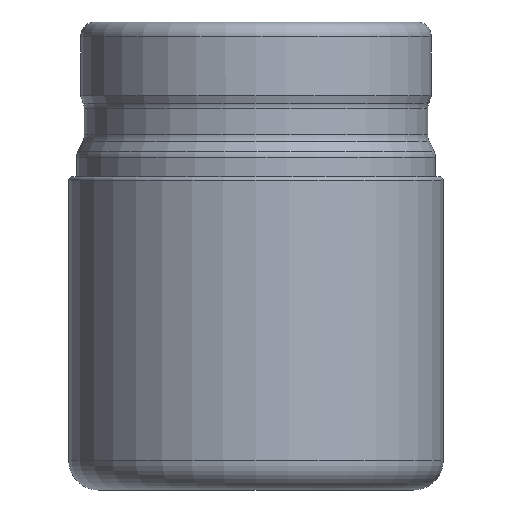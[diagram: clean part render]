
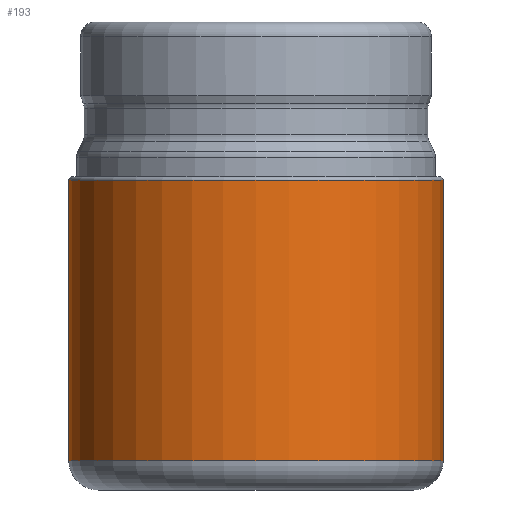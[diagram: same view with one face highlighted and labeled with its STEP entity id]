
A CAD part, front view. The second image highlights one B-rep face of the part: STEP entity #193.
In plain terms, the highlighted cylindrical face has radius 25.4 mm (diameter 50.8 mm), a partial arc.
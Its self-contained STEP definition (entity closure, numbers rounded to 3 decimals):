
#62=CYLINDRICAL_SURFACE('',#1368,25.4);
#118=FACE_OUTER_BOUND('',#292,.T.);
#193=ADVANCED_FACE('',(#118),#62,.T.);
#292=EDGE_LOOP('',(#386,#387,#388,#389));
#386=ORIENTED_EDGE('',*,*,#848,.T.);
#387=ORIENTED_EDGE('',*,*,#847,.T.);
#388=ORIENTED_EDGE('',*,*,#849,.F.);
#389=ORIENTED_EDGE('',*,*,#850,.T.);
#738=VERTEX_POINT('',#2107);
#739=VERTEX_POINT('',#2109);
#740=VERTEX_POINT('',#2115);
#741=VERTEX_POINT('',#2117);
#847=EDGE_CURVE('',#738,#739,#1032,.T.);
#848=EDGE_CURVE('',#740,#738,#1211,.T.);
#849=EDGE_CURVE('',#741,#739,#1212,.T.);
#850=EDGE_CURVE('',#741,#740,#1033,.T.);
#1032=CIRCLE('',#1365,25.4);
#1033=CIRCLE('',#1367,25.4);
#1211=LINE('',#2114,#1256);
#1212=LINE('',#2116,#1257);
#1256=VECTOR('',#1625,1.);
#1257=VECTOR('',#1626,1.);
#1365=AXIS2_PLACEMENT_3D('',#2112,#1621,#1622);
#1367=AXIS2_PLACEMENT_3D('',#2118,#1627,#1628);
#1368=AXIS2_PLACEMENT_3D('',#2119,#1629,#1630);
#1621=DIRECTION('',(0.,0.,1.));
#1622=DIRECTION('',(-1.,0.,0.));
#1625=DIRECTION('',(0.,0.,-1.));
#1626=DIRECTION('',(0.,0.,-1.));
#1627=DIRECTION('',(0.,0.,-1.));
#1628=DIRECTION('',(1.,0.,0.));
#1629=DIRECTION('',(0.,0.,-1.));
#1630=DIRECTION('',(-1.,0.,0.));
#2107=CARTESIAN_POINT('',(-25.4,0.,-59.5));
#2109=CARTESIAN_POINT('',(25.4,0.,-59.5));
#2112=CARTESIAN_POINT('',(0.,0.,-59.5));
#2114=CARTESIAN_POINT('',(-25.4,0.,-59.5));
#2115=CARTESIAN_POINT('',(-25.4,0.,-21.5));
#2116=CARTESIAN_POINT('',(25.4,0.,-59.5));
#2117=CARTESIAN_POINT('',(25.4,0.,-21.5));
#2118=CARTESIAN_POINT('',(0.,0.,-21.5));
#2119=CARTESIAN_POINT('',(0.,0.,-18.875));
